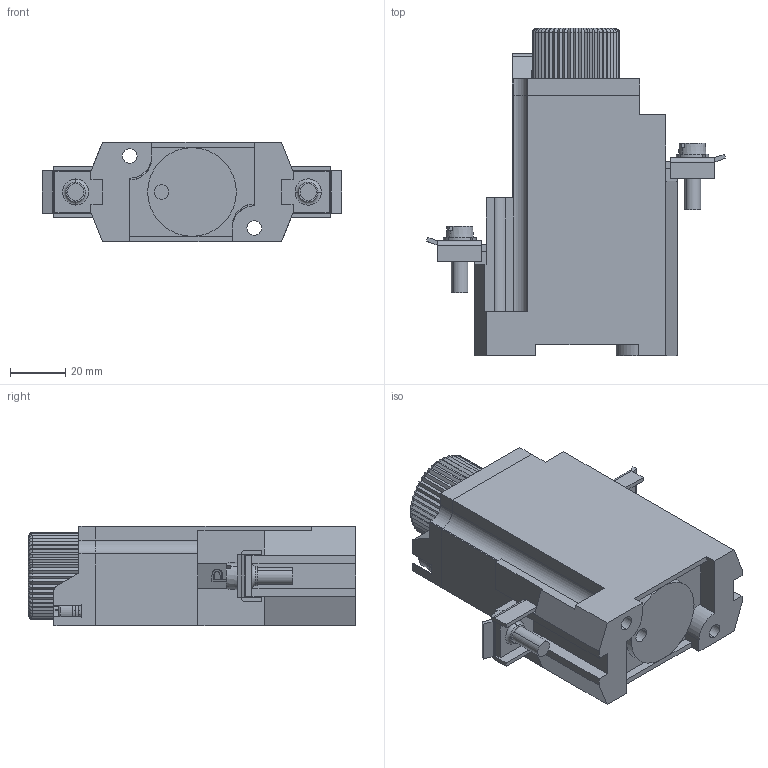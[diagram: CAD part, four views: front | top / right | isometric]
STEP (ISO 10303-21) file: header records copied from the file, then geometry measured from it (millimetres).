
FILE_DESCRIPTION (( 'STEP AP203' ), '1' );
FILE_NAME ('8561_01.STEP', '2014-07-28T10:03:44', ( '' ), ( '' ), 'SwSTEP 2.0', 'SolidWorks 2014', '' );
FILE_SCHEMA (( 'CONFIG_CONTROL_DESIGN' ));
Length unit declared in the file: millimetre
Products named in the file (35): 506_557_0_1,9; 85_610_01_01_0_Giessharz; 85_619_01_50_0; 8561_01; 85_619_03_94_0_Stellung Montage; 85_610_01_55_0; 85_611_01_04_6; 85_619_02_62_0; 85_619_03_50_0; 504_628_0_DIN EN ISO 8746-M2x8-St; 85_619_01_55_0; 85_610_01_50_0; 85_619_06_50_0; 85_619_01_56_0_85_610_01_56_3; 506_063_0_M 5 ; 85_619_01_62_0; 85_619_02_93_0_gedr…kt; 85_619_01_58_0; 85_619_01_90_0_M 5 x 30; 85_619_01_92_0; 85_610_01_56_0; 85_619_07_50_0; 85_619_01_93_0; 85_610_01_62_0; 502_082_0_Vereinfacht; 85_619_01_95_0; 506_547_0_eingebaut; 80_409_01_50_0_Vereinfacht; 506_228_0; 504_657_0; 506_162_0; 85_619_04_90_0; 536_612_0; 85_610_01_56_3
Assembly tree (40 placements, depth 4):
  8561_01
    85_611_01_04_6
      85_611_01_04_6
      85_610_01_50_0
        85_619_01_50_0
        85_619_02_62_0
      85_610_01_62_0
        85_619_01_62_0
        85_619_01_92_0
      80_409_01_50_0_Vereinfacht  x2
      85_619_04_90_0
      85_610_01_01_0_Giessharz
    85_610_01_55_0
      85_619_01_55_0
      506_063_0_M 5 
      85_619_01_90_0_M 5 x 30
      85_619_01_93_0
      506_547_0_eingebaut
      506_162_0
      506_557_0_1,9
    504_628_0_DIN EN ISO 8746-M2x8-St  x3
    85_610_01_56_0
      85_610_01_56_3
        85_619_01_56_0_85_610_01_56_3
        85_619_01_58_0
        85_619_07_50_0
        85_619_01_95_0
        504_657_0
      85_619_03_94_0_Stellung Montage
      85_619_03_50_0
      85_619_06_50_0
      85_619_02_93_0_gedr…kt
    502_082_0_Vereinfacht  x2
    506_228_0  x2
    536_612_0  x2
Bounding box: 108 x 118.3 x 36 mm (x, y, z)
Volume: 187388.4 mm3; surface area: 87452.2 mm2
Topology: 34 solids, 34 shells, 1459 faces, 3612 edges, 2284 vertices
Faces by surface type: plane 735, cylinder 490, cone 131, bspline 67, torus 26, sphere 10
Entity records: 48373 total; most frequent: CARTESIAN_POINT 12290, ORIENTED_EDGE 6716, DIRECTION 6671, EDGE_CURVE 3358, AXIS2_PLACEMENT_3D 2305, VERTEX_POINT 2125, VECTOR 2061, LINE 2061
